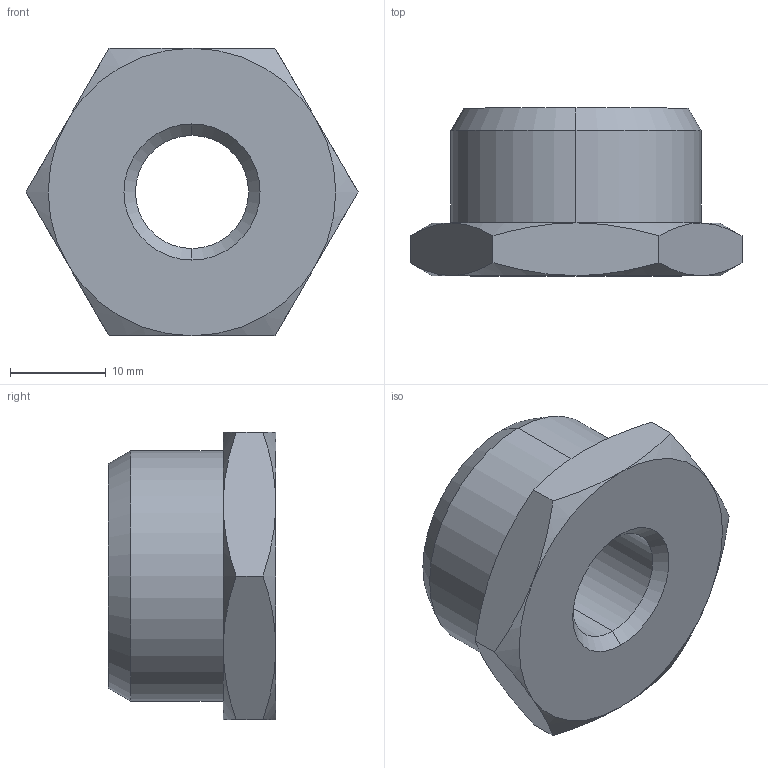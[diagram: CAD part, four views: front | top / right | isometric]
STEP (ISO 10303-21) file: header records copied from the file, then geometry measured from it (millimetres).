
FILE_DESCRIPTION(( 'RA.14.34.14.STEP' ), '1');
FILE_NAME( 'RA.14.34.14.STEP', '2018-10-08T11:06:23',( 'Sopra'),('sopra-pneumatic.com'), 'SwSTEP 2.0','SolidWorks 2009','' );
FILE_SCHEMA (( 'AUTOMOTIVE_DESIGN' ));
Length unit declared in the file: millimetre
Products named in the file (1): 020900001ED00A
Bounding box: 34.64 x 17.5 x 30 mm (x, y, z)
Volume: 8552.7 mm3; surface area: 3336.2 mm2
Topology: 1 solids, 1 shells, 31 faces, 66 edges, 38 vertices
Faces by surface type: cone 18, plane 9, cylinder 4
Entity records: 986 total; most frequent: CARTESIAN_POINT 288, DIRECTION 132, ORIENTED_EDGE 132, EDGE_CURVE 66, AXIS2_PLACEMENT_3D 58, VERTEX_POINT 38, EDGE_LOOP 34, FACE_OUTER_BOUND 31
